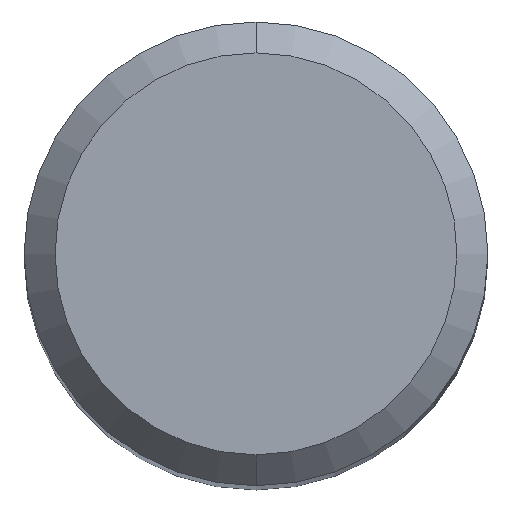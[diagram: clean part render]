
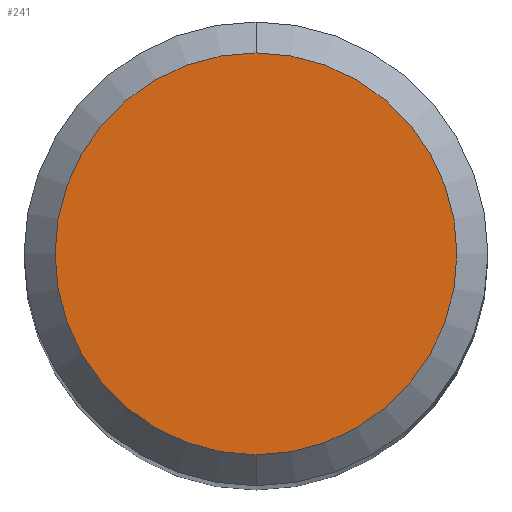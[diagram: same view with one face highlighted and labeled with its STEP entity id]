
A CAD part, top view. The second image highlights one B-rep face of the part: STEP entity #241.
In plain terms, the highlighted planar face has unit normal (0, 0, 1).
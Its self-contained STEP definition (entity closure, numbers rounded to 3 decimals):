
#189=EDGE_CURVE('',#401,#377,#480,.T.);
#207=EDGE_CURVE('',#377,#401,#499,.T.);
#241=ADVANCED_FACE('',(#535),#536,.T.);
#377=VERTEX_POINT('',#689);
#401=VERTEX_POINT('',#716);
#480=CIRCLE('',#802,2.6);
#499=CIRCLE('',#828,2.6);
#535=FACE_OUTER_BOUND('',#910,.T.);
#536=PLANE('',#911);
#689=CARTESIAN_POINT('',(0.0,2.6,0.0));
#716=CARTESIAN_POINT('',(0.,-2.6,0.0));
#802=AXIS2_PLACEMENT_3D('',#1384,#1385,#1386);
#828=AXIS2_PLACEMENT_3D('',#1408,#1409,#1410);
#910=EDGE_LOOP('',(#1447,#1448));
#911=AXIS2_PLACEMENT_3D('',#1449,#1450,#1451);
#1384=CARTESIAN_POINT('',(0.0,0.0,0.0));
#1385=DIRECTION('',(0.0,0.0,-1.0));
#1386=DIRECTION('',(0.0,1.0,0.0));
#1408=CARTESIAN_POINT('',(0.0,0.0,0.0));
#1409=DIRECTION('',(0.0,0.0,-1.0));
#1410=DIRECTION('',(0.0,1.0,0.0));
#1447=ORIENTED_EDGE('',*,*,#207,.F.);
#1448=ORIENTED_EDGE('',*,*,#189,.F.);
#1449=CARTESIAN_POINT('',(0.0,1.3,0.0));
#1450=DIRECTION('',(-0.0,0.0,1.0));
#1451=DIRECTION('',(0.0,-1.0,0.0));
